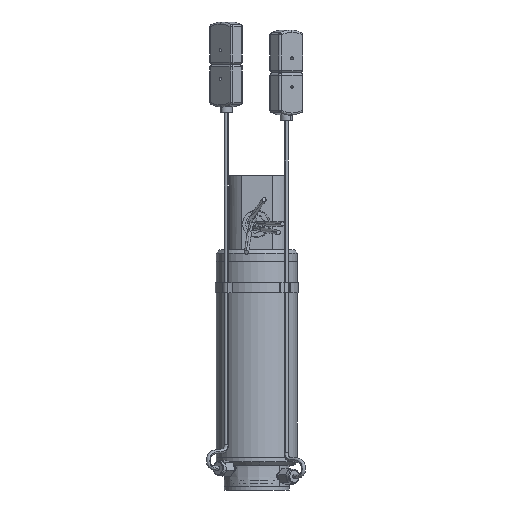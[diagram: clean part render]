
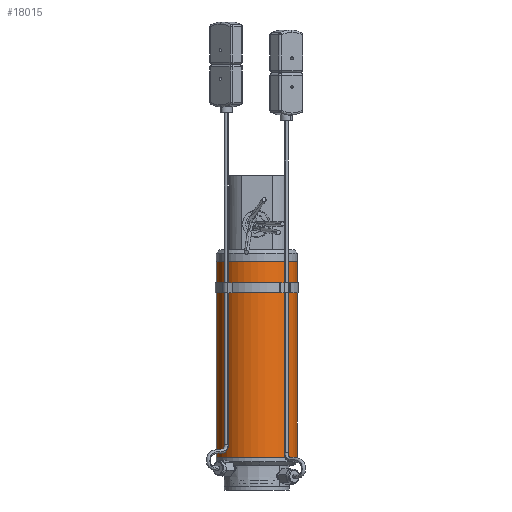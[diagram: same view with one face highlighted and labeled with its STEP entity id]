
A CAD part, front view. The second image highlights one B-rep face of the part: STEP entity #18015.
In plain terms, the highlighted cylindrical face has radius 31.75 mm (diameter 63.5 mm), a partial arc.
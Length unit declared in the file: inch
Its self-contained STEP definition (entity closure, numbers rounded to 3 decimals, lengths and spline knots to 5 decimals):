
#225 = EDGE_CURVE ( 'NONE', #17099, #12844, #7066, .T. ) ;
#271 = ORIENTED_EDGE ( 'NONE', *, *, #16755, .T. ) ;
#707 = CARTESIAN_POINT ( 'NONE',  ( -3.49225, -0.15444, 7.31172 ) ) ;
#765 = DIRECTION ( 'NONE',  ( 0., 0., 1. ) ) ;
#1194 = EDGE_CURVE ( 'NONE', #3987, #6694, #7493, .T. ) ;
#1696 = DIRECTION ( 'NONE',  ( 0., 0., -1. ) ) ;
#1776 = CARTESIAN_POINT ( 'NONE',  ( -3.49225, -0.15444, 1.29172 ) ) ;
#2539 = CIRCLE ( 'NONE', #4275, 1.25 ) ;
#2895 = CARTESIAN_POINT ( 'NONE',  ( -3.49225, -0.15444, 1.29172 ) ) ;
#3987 = VERTEX_POINT ( 'NONE', #2895 ) ;
#4275 = AXIS2_PLACEMENT_3D ( 'NONE', #10351, #1696, #11822 ) ;
#5339 = CARTESIAN_POINT ( 'NONE',  ( -5.93606, -0.68147, 7.31172 ) ) ;
#5969 = ORIENTED_EDGE ( 'NONE', *, *, #1194, .T. ) ;
#6553 = DIRECTION ( 'NONE',  ( 0., 0., 1. ) ) ;
#6694 = VERTEX_POINT ( 'NONE', #707 ) ;
#7066 = LINE ( 'NONE', #7535, #7976 ) ;
#7493 = LINE ( 'NONE', #1776, #8655 ) ;
#7520 = ORIENTED_EDGE ( 'NONE', *, *, #17040, .T. ) ;
#7535 = CARTESIAN_POINT ( 'NONE',  ( -5.93606, -0.68147, 1.29172 ) ) ;
#7645 = CYLINDRICAL_SURFACE ( 'NONE', #13412, 1.25 ) ;
#7976 = VECTOR ( 'NONE', #12336, 39.37008 ) ;
#8655 = VECTOR ( 'NONE', #765, 39.37008 ) ;
#10351 = CARTESIAN_POINT ( 'NONE',  ( -4.71415, -0.41796, 7.31172 ) ) ;
#10921 = CIRCLE ( 'NONE', #15535, 1.25 ) ;
#11023 = FACE_OUTER_BOUND ( 'NONE', #16995, .T. ) ;
#11330 = DIRECTION ( 'NONE',  ( 0.978, 0.211, 0. ) ) ;
#11822 = DIRECTION ( 'NONE',  ( 0.978, 0.211, 0. ) ) ;
#12336 = DIRECTION ( 'NONE',  ( 0., 0., 1. ) ) ;
#12844 = VERTEX_POINT ( 'NONE', #5339 ) ;
#13412 = AXIS2_PLACEMENT_3D ( 'NONE', #17034, #18505, #11330 ) ;
#15120 = CARTESIAN_POINT ( 'NONE',  ( -4.71415, -0.41796, 1.29172 ) ) ;
#15535 = AXIS2_PLACEMENT_3D ( 'NONE', #15120, #6553, #16581 ) ;
#16174 = CARTESIAN_POINT ( 'NONE',  ( -5.93606, -0.68147, 1.29172 ) ) ;
#16218 = ORIENTED_EDGE ( 'NONE', *, *, #225, .F. ) ;
#16581 = DIRECTION ( 'NONE',  ( 0.978, 0.211, 0. ) ) ;
#16755 = EDGE_CURVE ( 'NONE', #17099, #3987, #10921, .T. ) ;
#16995 = EDGE_LOOP ( 'NONE', ( #16218, #271, #5969, #7520 ) ) ;
#17034 = CARTESIAN_POINT ( 'NONE',  ( -4.71415, -0.41796, 1.29172 ) ) ;
#17040 = EDGE_CURVE ( 'NONE', #6694, #12844, #2539, .T. ) ;
#17099 = VERTEX_POINT ( 'NONE', #16174 ) ;
#18015 = ADVANCED_FACE ( 'NONE', ( #11023 ), #7645, .T. ) ;
#18505 = DIRECTION ( 'NONE',  ( 0., 0., 1. ) ) ;
